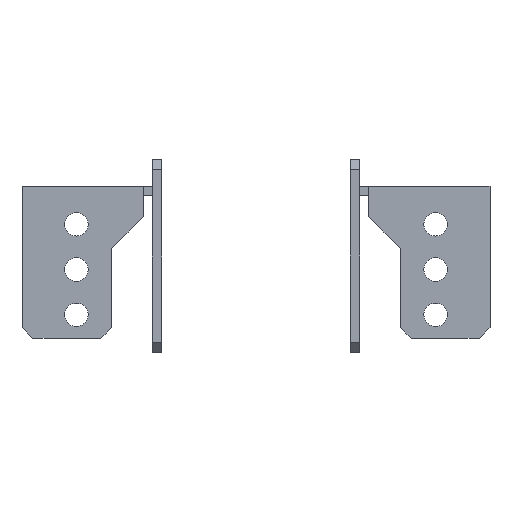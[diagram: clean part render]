
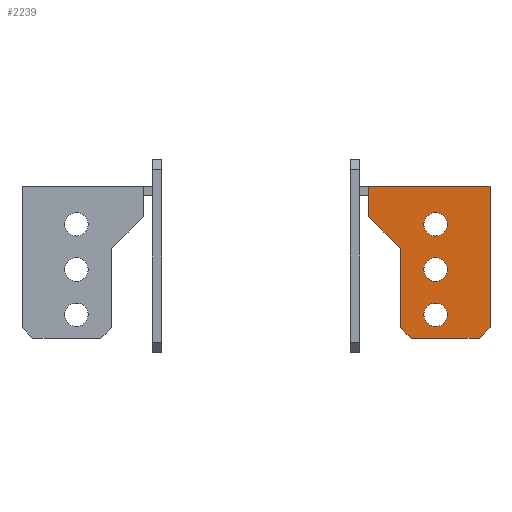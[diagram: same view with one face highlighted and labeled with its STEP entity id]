
A CAD part, front view. The second image highlights one B-rep face of the part: STEP entity #2239.
In plain terms, the highlighted planar face has unit normal (0, -1, 0).
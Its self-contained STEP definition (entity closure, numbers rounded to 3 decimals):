
#73 = VERTEX_POINT ( 'NONE', #642 ) ;
#88 = EDGE_CURVE ( 'NONE', #2250, #1380, #1651, .T. ) ;
#141 = EDGE_CURVE ( 'NONE', #920, #540, #441, .T. ) ;
#146 = FACE_BOUND ( 'NONE', #2295, .T. ) ;
#208 = AXIS2_PLACEMENT_3D ( 'NONE', #1339, #3677, #933 ) ;
#210 = DIRECTION ( 'NONE',  ( 0., 0., 1. ) ) ;
#221 = EDGE_CURVE ( 'NONE', #3104, #3199, #959, .T. ) ;
#233 = DIRECTION ( 'NONE',  ( 0.707, 0., 0.707 ) ) ;
#242 = CARTESIAN_POINT ( 'NONE',  ( -99.547, 0., -1.69 ) ) ;
#252 = AXIS2_PLACEMENT_3D ( 'NONE', #2105, #836, #210 ) ;
#293 = VERTEX_POINT ( 'NONE', #2037 ) ;
#306 = VECTOR ( 'NONE', #1454, 1000. ) ;
#316 = VECTOR ( 'NONE', #2330, 1000. ) ;
#336 = CARTESIAN_POINT ( 'NONE',  ( -74.357, 0., -23. ) ) ;
#354 = DIRECTION ( 'NONE',  ( 0., 0., 1. ) ) ;
#393 = EDGE_CURVE ( 'NONE', #293, #452, #1512, .T. ) ;
#411 = CARTESIAN_POINT ( 'NONE',  ( -97.857, 0., 0. ) ) ;
#413 = VECTOR ( 'NONE', #3686, 1000. ) ;
#441 = CIRCLE ( 'NONE', #3329, 3.25 ) ;
#452 = VERTEX_POINT ( 'NONE', #1473 ) ;
#489 = EDGE_LOOP ( 'NONE', ( #2617, #1833 ) ) ;
#517 = CARTESIAN_POINT ( 'NONE',  ( -84.077, 0., -17.16 ) ) ;
#540 = VERTEX_POINT ( 'NONE', #3684 ) ;
#564 = EDGE_CURVE ( 'NONE', #3316, #73, #1861, .T. ) ;
#603 = ORIENTED_EDGE ( 'NONE', *, *, #1484, .T. ) ;
#642 = CARTESIAN_POINT ( 'NONE',  ( -74.357, 0., -26.25 ) ) ;
#662 = EDGE_CURVE ( 'NONE', #2546, #3621, #3907, .T. ) ;
#676 = CIRCLE ( 'NONE', #2941, 3.25 ) ;
#722 = CARTESIAN_POINT ( 'NONE',  ( -59.357, 0., 0. ) ) ;
#724 = VERTEX_POINT ( 'NONE', #2144 ) ;
#737 = DIRECTION ( 'NONE',  ( -1., 0., 0. ) ) ;
#783 = CARTESIAN_POINT ( 'NONE',  ( -74.357, 0., -38.75 ) ) ;
#796 = ORIENTED_EDGE ( 'NONE', *, *, #1946, .T. ) ;
#799 = CARTESIAN_POINT ( 'NONE',  ( -74.357, 0., -10.5 ) ) ;
#836 = DIRECTION ( 'NONE',  ( 0., -1., 0. ) ) ;
#920 = VERTEX_POINT ( 'NONE', #3200 ) ;
#926 = CARTESIAN_POINT ( 'NONE',  ( -92.857, 0., 0. ) ) ;
#933 = DIRECTION ( 'NONE',  ( 0., 0., 1. ) ) ;
#959 = CIRCLE ( 'NONE', #3205, 3.25 ) ;
#968 = DIRECTION ( 'NONE',  ( 0., 0., 1. ) ) ;
#971 = ORIENTED_EDGE ( 'NONE', *, *, #3586, .F. ) ;
#980 = DIRECTION ( 'NONE',  ( 0., 0., -1. ) ) ;
#986 = CARTESIAN_POINT ( 'NONE',  ( -92.857, 0., -8.38 ) ) ;
#1015 = DIRECTION ( 'NONE',  ( 0., 0., -1. ) ) ;
#1045 = LINE ( 'NONE', #411, #1069 ) ;
#1069 = VECTOR ( 'NONE', #737, 1000. ) ;
#1190 = ORIENTED_EDGE ( 'NONE', *, *, #3008, .T. ) ;
#1260 = EDGE_CURVE ( 'NONE', #724, #293, #2536, .T. ) ;
#1276 = CIRCLE ( 'NONE', #1733, 3.25 ) ;
#1339 = CARTESIAN_POINT ( 'NONE',  ( -74.357, 0., -35.5 ) ) ;
#1380 = VERTEX_POINT ( 'NONE', #3898 ) ;
#1427 = FACE_BOUND ( 'NONE', #2744, .T. ) ;
#1454 = DIRECTION ( 'NONE',  ( 0.707, 0., -0.707 ) ) ;
#1459 = VECTOR ( 'NONE', #980, 1000. ) ;
#1473 = CARTESIAN_POINT ( 'NONE',  ( -59.357, 0., 0. ) ) ;
#1484 = EDGE_CURVE ( 'NONE', #2584, #2250, #2318, .T. ) ;
#1512 = LINE ( 'NONE', #3593, #3649 ) ;
#1586 = LINE ( 'NONE', #2577, #1459 ) ;
#1651 = LINE ( 'NONE', #3793, #2246 ) ;
#1685 = FACE_BOUND ( 'NONE', #489, .T. ) ;
#1692 = DIRECTION ( 'NONE',  ( 0., -1., 0. ) ) ;
#1705 = FACE_OUTER_BOUND ( 'NONE', #3597, .T. ) ;
#1725 = CARTESIAN_POINT ( 'NONE',  ( -81.077, 0., -42. ) ) ;
#1733 = AXIS2_PLACEMENT_3D ( 'NONE', #336, #2482, #2784 ) ;
#1761 = ORIENTED_EDGE ( 'NONE', *, *, #88, .T. ) ;
#1833 = ORIENTED_EDGE ( 'NONE', *, *, #2372, .F. ) ;
#1861 = CIRCLE ( 'NONE', #252, 3.25 ) ;
#1946 = EDGE_CURVE ( 'NONE', #1380, #724, #2396, .T. ) ;
#2030 = DIRECTION ( 'NONE',  ( 0., -1., 0. ) ) ;
#2037 = CARTESIAN_POINT ( 'NONE',  ( -59.357, 0., -5. ) ) ;
#2105 = CARTESIAN_POINT ( 'NONE',  ( -74.357, 0., -23. ) ) ;
#2144 = CARTESIAN_POINT ( 'NONE',  ( -59.357, 0., -39. ) ) ;
#2147 = EDGE_CURVE ( 'NONE', #3242, #2546, #2473, .T. ) ;
#2148 = CARTESIAN_POINT ( 'NONE',  ( -59.107, 0., -38.75 ) ) ;
#2150 = ORIENTED_EDGE ( 'NONE', *, *, #2147, .T. ) ;
#2174 = DIRECTION ( 'NONE',  ( 0., -1., 0. ) ) ;
#2211 = DIRECTION ( 'NONE',  ( 1., 0., 0. ) ) ;
#2229 = ORIENTED_EDGE ( 'NONE', *, *, #393, .T. ) ;
#2239 = ADVANCED_FACE ( 'NONE', ( #146, #1685, #1427, #1705 ), #2935, .F. ) ;
#2246 = VECTOR ( 'NONE', #2211, 1000. ) ;
#2250 = VERTEX_POINT ( 'NONE', #1725 ) ;
#2295 = EDGE_LOOP ( 'NONE', ( #2674, #3569 ) ) ;
#2306 = DIRECTION ( 'NONE',  ( 0., 0., 1. ) ) ;
#2318 = LINE ( 'NONE', #3861, #306 ) ;
#2325 = CARTESIAN_POINT ( 'NONE',  ( -92.857, 0., 0. ) ) ;
#2330 = DIRECTION ( 'NONE',  ( 0.707, 0., -0.707 ) ) ;
#2335 = CIRCLE ( 'NONE', #208, 3.25 ) ;
#2372 = EDGE_CURVE ( 'NONE', #73, #3316, #1276, .T. ) ;
#2396 = LINE ( 'NONE', #2148, #3023 ) ;
#2413 = ORIENTED_EDGE ( 'NONE', *, *, #662, .T. ) ;
#2473 = LINE ( 'NONE', #2549, #3838 ) ;
#2482 = DIRECTION ( 'NONE',  ( 0., -1., 0. ) ) ;
#2536 = LINE ( 'NONE', #722, #3453 ) ;
#2546 = VERTEX_POINT ( 'NONE', #986 ) ;
#2549 = CARTESIAN_POINT ( 'NONE',  ( -92.857, 0., 0. ) ) ;
#2577 = CARTESIAN_POINT ( 'NONE',  ( -84.077, 0., 0. ) ) ;
#2584 = VERTEX_POINT ( 'NONE', #3119 ) ;
#2612 = DIRECTION ( 'NONE',  ( 0., 1., 0. ) ) ;
#2614 = DIRECTION ( 'NONE',  ( 0., 0., 1. ) ) ;
#2617 = ORIENTED_EDGE ( 'NONE', *, *, #564, .F. ) ;
#2674 = ORIENTED_EDGE ( 'NONE', *, *, #221, .F. ) ;
#2744 = EDGE_LOOP ( 'NONE', ( #3601, #971 ) ) ;
#2784 = DIRECTION ( 'NONE',  ( 0., 0., 1. ) ) ;
#2882 = EDGE_CURVE ( 'NONE', #3242, #3966, #3670, .T. ) ;
#2935 = PLANE ( 'NONE',  #3078 ) ;
#2941 = AXIS2_PLACEMENT_3D ( 'NONE', #799, #2030, #2614 ) ;
#2943 = CARTESIAN_POINT ( 'NONE',  ( -92.857, 0., -5. ) ) ;
#2954 = CARTESIAN_POINT ( 'NONE',  ( -97.857, 0., 0. ) ) ;
#2964 = DIRECTION ( 'NONE',  ( 0., 0., 1. ) ) ;
#3008 = EDGE_CURVE ( 'NONE', #3621, #2584, #1586, .T. ) ;
#3023 = VECTOR ( 'NONE', #233, 1000. ) ;
#3054 = EDGE_CURVE ( 'NONE', #452, #3966, #1045, .T. ) ;
#3058 = DIRECTION ( 'NONE',  ( 0., 0., 1. ) ) ;
#3078 = AXIS2_PLACEMENT_3D ( 'NONE', #2954, #2612, #2306 ) ;
#3104 = VERTEX_POINT ( 'NONE', #3212 ) ;
#3119 = CARTESIAN_POINT ( 'NONE',  ( -84.077, 0., -39. ) ) ;
#3181 = ORIENTED_EDGE ( 'NONE', *, *, #3054, .T. ) ;
#3199 = VERTEX_POINT ( 'NONE', #783 ) ;
#3200 = CARTESIAN_POINT ( 'NONE',  ( -74.357, 0., -7.25 ) ) ;
#3205 = AXIS2_PLACEMENT_3D ( 'NONE', #3554, #1692, #2964 ) ;
#3212 = CARTESIAN_POINT ( 'NONE',  ( -74.357, 0., -32.25 ) ) ;
#3242 = VERTEX_POINT ( 'NONE', #2943 ) ;
#3316 = VERTEX_POINT ( 'NONE', #3665 ) ;
#3329 = AXIS2_PLACEMENT_3D ( 'NONE', #3448, #2174, #354 ) ;
#3448 = CARTESIAN_POINT ( 'NONE',  ( -74.357, 0., -10.5 ) ) ;
#3453 = VECTOR ( 'NONE', #968, 1000. ) ;
#3554 = CARTESIAN_POINT ( 'NONE',  ( -74.357, 0., -35.5 ) ) ;
#3569 = ORIENTED_EDGE ( 'NONE', *, *, #3905, .F. ) ;
#3586 = EDGE_CURVE ( 'NONE', #540, #920, #676, .T. ) ;
#3593 = CARTESIAN_POINT ( 'NONE',  ( -59.357, 0., -5. ) ) ;
#3597 = EDGE_LOOP ( 'NONE', ( #3802, #2229, #3181, #3962, #2150, #2413, #1190, #603, #1761, #796 ) ) ;
#3601 = ORIENTED_EDGE ( 'NONE', *, *, #141, .F. ) ;
#3621 = VERTEX_POINT ( 'NONE', #517 ) ;
#3649 = VECTOR ( 'NONE', #3058, 1000. ) ;
#3665 = CARTESIAN_POINT ( 'NONE',  ( -74.357, 0., -19.75 ) ) ;
#3670 = LINE ( 'NONE', #926, #413 ) ;
#3677 = DIRECTION ( 'NONE',  ( 0., -1., 0. ) ) ;
#3684 = CARTESIAN_POINT ( 'NONE',  ( -74.357, 0., -13.75 ) ) ;
#3686 = DIRECTION ( 'NONE',  ( 0., 0., 1. ) ) ;
#3793 = CARTESIAN_POINT ( 'NONE',  ( -97.857, 0., -42. ) ) ;
#3802 = ORIENTED_EDGE ( 'NONE', *, *, #1260, .T. ) ;
#3838 = VECTOR ( 'NONE', #1015, 1000. ) ;
#3861 = CARTESIAN_POINT ( 'NONE',  ( -110.467, 0., -12.61 ) ) ;
#3898 = CARTESIAN_POINT ( 'NONE',  ( -62.357, 0., -42. ) ) ;
#3905 = EDGE_CURVE ( 'NONE', #3199, #3104, #2335, .T. ) ;
#3907 = LINE ( 'NONE', #242, #316 ) ;
#3962 = ORIENTED_EDGE ( 'NONE', *, *, #2882, .F. ) ;
#3966 = VERTEX_POINT ( 'NONE', #2325 ) ;
